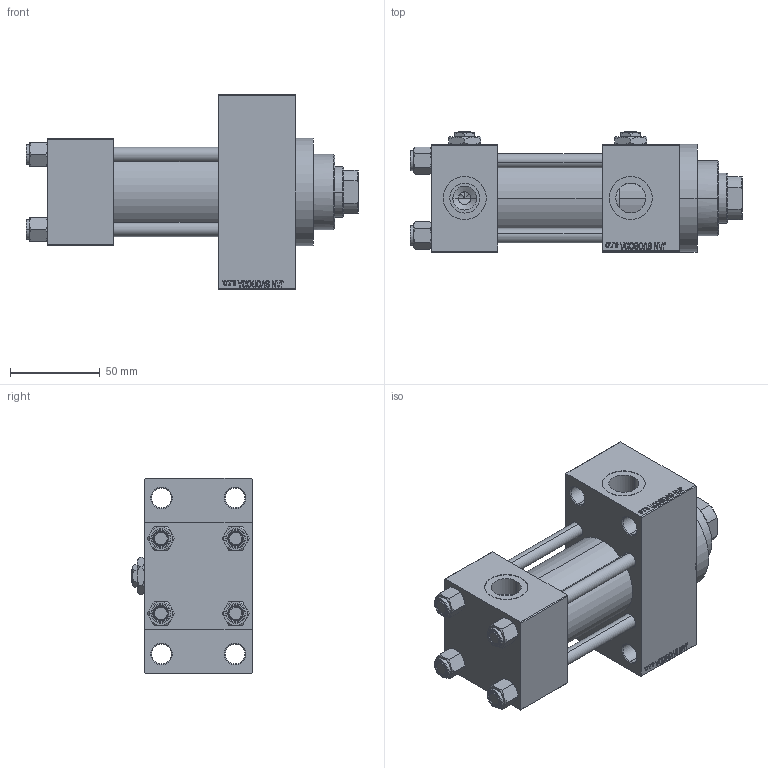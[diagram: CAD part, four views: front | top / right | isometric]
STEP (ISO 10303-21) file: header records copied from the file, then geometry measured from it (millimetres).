
FILE_DESCRIPTION (( 'STEP AP203' ), '1' );
FILE_NAME ('f040.STEP', '2022-04-16T12:16:09', ( '' ), ( '' ), 'SwSTEP 2.0', 'SolidWorks 2019', '' );
FILE_SCHEMA (( 'CONFIG_CONTROL_DESIGN' ));
Length unit declared in the file: millimetre
Products named in the file (7): f040; V215CR_D_Body 41109ee5634cbd0c640ac479a8e4b932; V215CR_D_TYCINKA 41109ee5634cbd0c640ac479a8e4b932; V215CR_VCP_D 41109ee5634cbd0c640ac479a8e4b932; Zatka_pro_OIL_PORT 41109ee5634cbd0c640ac479a8e4b932; NUT_M5_D 41109ee5634cbd0c640ac479a8e4b932; V215_VC_A 41109ee5634cbd0c640ac479a8e4b932
Assembly tree (13 placements, depth 2):
  f040
    V215CR_D_Body 41109ee5634cbd0c640ac479a8e4b932
    V215CR_VCP_D 41109ee5634cbd0c640ac479a8e4b932
    NUT_M5_D 41109ee5634cbd0c640ac479a8e4b932  x4
    V215CR_D_TYCINKA 41109ee5634cbd0c640ac479a8e4b932  x4
    V215_VC_A 41109ee5634cbd0c640ac479a8e4b932
    Zatka_pro_OIL_PORT 41109ee5634cbd0c640ac479a8e4b932  x2
Bounding box: 185 x 67 x 109 mm (x, y, z)
Volume: 526479.8 mm3; surface area: 131721 mm2
Topology: 13 solids, 13 shells, 1215 faces, 3014 edges, 1940 vertices
Faces by surface type: plane 550, bspline 368, cone 186, cylinder 103, torus 8
Entity records: 49604 total; most frequent: CARTESIAN_POINT 25755, ORIENTED_EDGE 5328, DIRECTION 3516, EDGE_CURVE 2664, VERTEX_POINT 1738, LINE 1560, VECTOR 1560, EDGE_LOOP 1190
